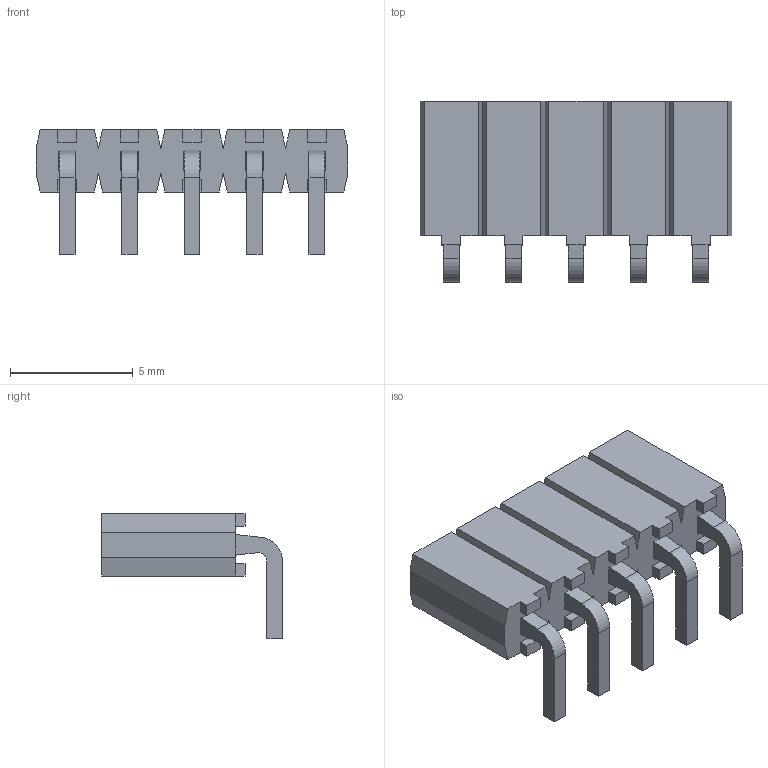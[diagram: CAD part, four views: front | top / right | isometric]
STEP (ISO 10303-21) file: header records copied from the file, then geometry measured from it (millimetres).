
FILE_DESCRIPTION(/* description */ (''),/* implementation_level */ '2;1');
FILE_NAME(/* name */ 'Header_cassable_5sHORT_pins__simpleAG2 v1.step',/* time_stamp */ '2020-05-23T16:25:22-04:00',/* author */ (''),/* organization */ (''),/* preprocessor_version */ 'ST-DEVELOPER v18.1',/* originating_system */ 'Autodesk Translation Framework v9.3.0.1241',/* authorisation */ '');
FILE_SCHEMA (('AUTOMOTIVE_DESIGN { 1 0 10303 214 3 1 1 }'));
Length unit declared in the file: inch
Products named in the file (3): Header_cassable_5sHORT_pins__simpleAG2; _SSA-132-W-T-RA_t; _SSA-132-W-T-RA_p
Assembly tree (2 placements, depth 2):
  Header_cassable_5sHORT_pins__simpleAG2
    _SSA-132-W-T-RA_t
    _SSA-132-W-T-RA_p
Bounding box: 12.7 x 7.37 x 5.08 mm (x, y, z)
Volume: 134.2 mm3; surface area: 494.2 mm2
Topology: 6 solids, 6 shells, 224 faces, 616 edges, 404 vertices
Faces by surface type: plane 194, cylinder 30
Entity records: 7110 total; most frequent: CARTESIAN_POINT 1249, ORIENTED_EDGE 1232, DIRECTION 1134, EDGE_CURVE 616, LINE 556, VECTOR 556, VERTEX_POINT 404, AXIS2_PLACEMENT_3D 289
